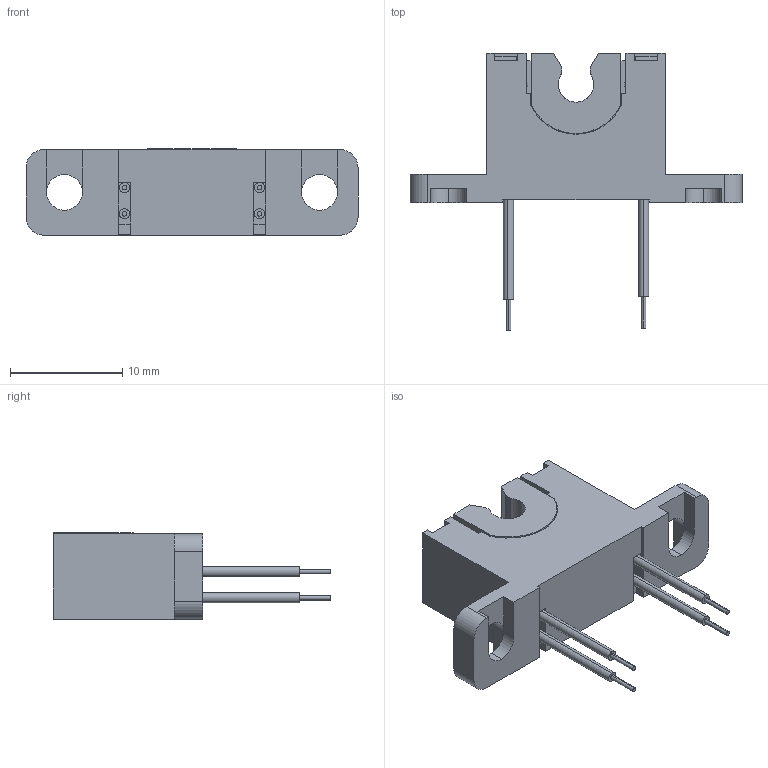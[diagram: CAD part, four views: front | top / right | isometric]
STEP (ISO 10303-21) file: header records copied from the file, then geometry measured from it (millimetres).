
FILE_DESCRIPTION(/* description */ (''),/* implementation_level */ '2;1');
FILE_NAME(/* name */ 'OPB350W125Z',/* time_stamp */ '2013-06-18T15:46:52-05:00',/* author */ (''),/* organization */ (''),/* preprocessor_version */ 'ST-DEVELOPER v9',/* originating_system */ 'UGS - NX 4.0',/* authorisation */ '');
FILE_SCHEMA (('CONFIG_CONTROL_DESIGN'));
Length unit declared in the file: inch
Products named in the file (1): OPB350W125Z
Bounding box: 29.59 x 24.77 x 7.7 mm (x, y, z)
Volume: 1597.3 mm3; surface area: 1760.3 mm2
Topology: 1 solids, 3 shells, 166 faces, 471 edges, 305 vertices
Faces by surface type: plane 117, cylinder 45, sphere 2, cone 2
Entity records: 5462 total; most frequent: CARTESIAN_POINT 997, ORIENTED_EDGE 932, DIRECTION 888, EDGE_CURVE 466, LINE 366, VECTOR 366, VERTEX_POINT 302, AXIS2_PLACEMENT_3D 261
